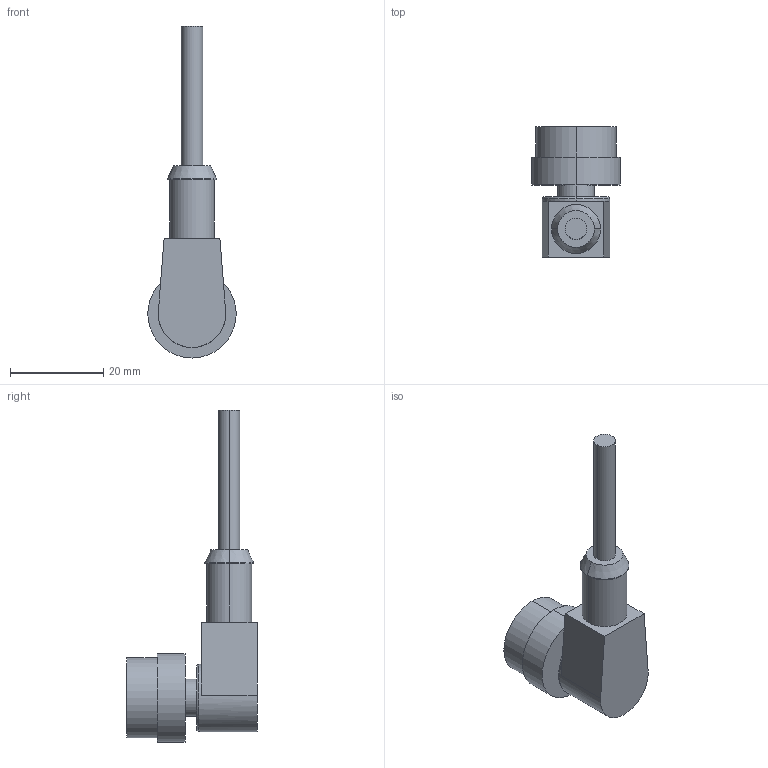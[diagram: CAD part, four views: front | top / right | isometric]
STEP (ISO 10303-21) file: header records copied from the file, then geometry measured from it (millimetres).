
FILE_DESCRIPTION (( 'STEP AP214' ), '1' );
FILE_NAME ('220-CAB-M12X4-AIR90-5M.STEP', '2016-01-18T08:35:13', ( 'allectra' ), ( 'Microsoft' ), 'SwSTEP 2.0', 'SolidWorks 2014', '' );
FILE_SCHEMA (( 'AUTOMOTIVE_DESIGN' ));
Length unit declared in the file: millimetre
Products named in the file (2): 220-CAB-M12X4-AIR90-5M
Bounding box: 19 x 28 x 71.35 mm (x, y, z)
Volume: 8102.1 mm3; surface area: 4193.1 mm2
Topology: 1 solids, 1 shells, 62 faces, 142 edges, 85 vertices
Faces by surface type: cylinder 30, plane 18, cone 14
Entity records: 2313 total; most frequent: DIRECTION 328, CARTESIAN_POINT 281, ORIENTED_EDGE 264, EDGE_CURVE 132, AXIS2_PLACEMENT_3D 132, VERTEX_POINT 85, EDGE_LOOP 75, CIRCLE 68
